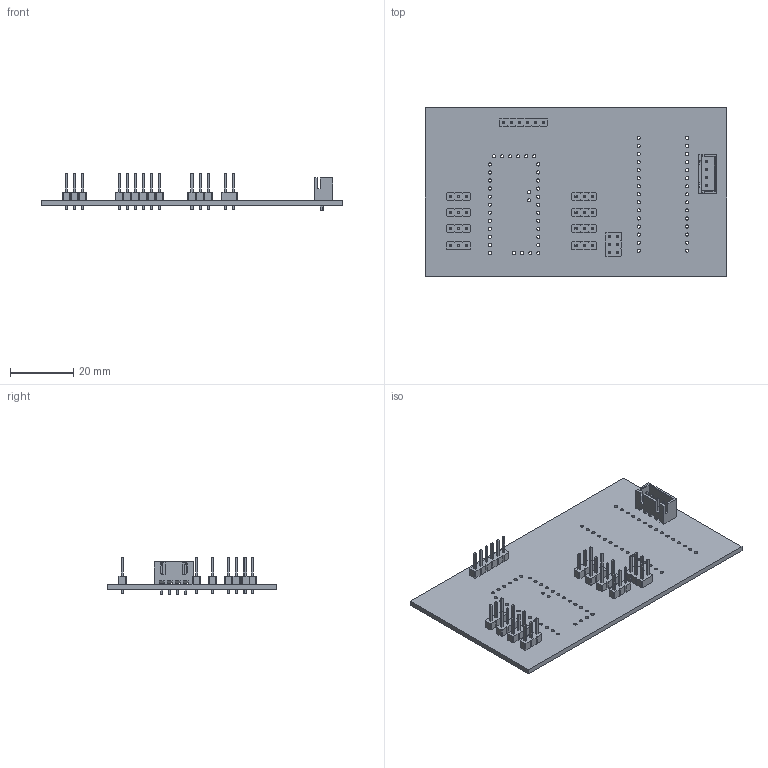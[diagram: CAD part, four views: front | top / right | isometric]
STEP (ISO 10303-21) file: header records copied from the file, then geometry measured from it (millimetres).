
FILE_DESCRIPTION(('KiCad electronic assembly'),'2;1');
FILE_NAME('BoardArduinos-3D.step','2021-10-08T15:30:05',('An Author'),( 'A Company'),'Open CASCADE STEP processor 7.5', 'KiCad to STEP converter','Unknown');
FILE_SCHEMA(('AUTOMOTIVE_DESIGN { 1 0 10303 214 1 1 1 1 }'));
Length unit declared in the file: millimetre
Products named in the file (10): Open CASCADE STEP translator 7.5 1; JST_XH_B4B-XH-A_1x04_P2.50mm_Vertical; SOLID; PinHeader_1x06_P2.54mm_Vertical; PinHeader_1x03_P2.54mm_Vertical; PinHeader_2x03_P2.54mm_Vertical; COMPOUND
Assembly tree (16 placements, depth 3):
  Open CASCADE STEP translator 7.5 1
    JST_XH_B4B-XH-A_1x04_P2.50mm_Vertical
      SOLID
    PinHeader_1x06_P2.54mm_Vertical
      SOLID
    PinHeader_1x03_P2.54mm_Vertical  x8
      SOLID
    PinHeader_2x03_P2.54mm_Vertical
      SOLID
    COMPOUND
Bounding box: 95 x 53 x 11.94 mm (x, y, z)
Volume: 8880.9 mm3; surface area: 13384.5 mm2
Topology: 12 solids, 12 shells, 1138 faces, 2788 edges, 1754 vertices
Faces by surface type: plane 1029, cylinder 109
Full cylindrical faces by diameter (mm): 0.95 x4, 1 x66, 1.016 x35
Entity records: 41804 total; most frequent: CARTESIAN_POINT 6189, DIRECTION 6046, LINE 4148, VECTOR 4148, ORIENTED_EDGE 3056, PCURVE 3056, DEFINITIONAL_REPRESENTATION 3056, EDGE_CURVE 1528
